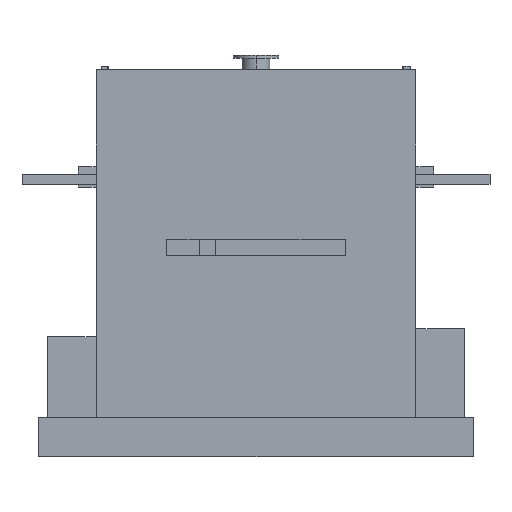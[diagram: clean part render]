
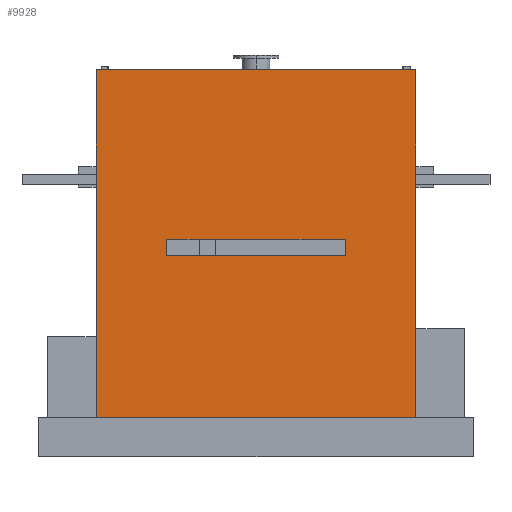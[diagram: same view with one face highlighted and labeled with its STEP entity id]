
A CAD part, left-side view. The second image highlights one B-rep face of the part: STEP entity #9928.
In plain terms, the highlighted planar face has unit normal (-1, 0, 0).
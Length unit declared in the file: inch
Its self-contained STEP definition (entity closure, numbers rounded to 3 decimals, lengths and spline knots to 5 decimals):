
#178=DIRECTION('',(0.,-1.,0.));
#179=VECTOR('',#178,4.91081);
#180=CARTESIAN_POINT('',(-1.85039,2.45018,0.60039));
#181=LINE('',#180,#179);
#277=DIRECTION('',(0.,1.,0.));
#278=VECTOR('',#277,2.75);
#279=CARTESIAN_POINT('',(-1.85039,-1.375,3.1));
#280=LINE('',#279,#278);
#281=DIRECTION('',(0.,0.,1.));
#282=VECTOR('',#281,0.25);
#283=CARTESIAN_POINT('',(-1.85039,-1.375,3.1));
#284=LINE('',#283,#282);
#285=DIRECTION('',(0.,1.,0.));
#286=VECTOR('',#285,2.75);
#287=CARTESIAN_POINT('',(-1.85039,-1.375,3.35));
#288=LINE('',#287,#286);
#289=DIRECTION('',(0.,0.,1.));
#290=VECTOR('',#289,0.25);
#291=CARTESIAN_POINT('',(-1.85039,1.375,3.1));
#292=LINE('',#291,#290);
#293=DIRECTION('',(0.,-1.,0.));
#294=VECTOR('',#293,0.01045);
#295=CARTESIAN_POINT('',(-1.85039,2.46063,0.60039));
#296=LINE('',#295,#294);
#297=DIRECTION('',(0.,0.,1.));
#298=VECTOR('',#297,3.59252);
#299=CARTESIAN_POINT('',(-1.85039,2.46063,0.60039));
#300=LINE('',#299,#298);
#301=DIRECTION('',(0.,0.,1.));
#302=VECTOR('',#301,0.15748);
#303=CARTESIAN_POINT('',(-1.85039,2.46063,4.19291));
#304=LINE('',#303,#302);
#305=DIRECTION('',(0.,0.,1.));
#306=VECTOR('',#305,1.61417);
#307=CARTESIAN_POINT('',(-1.85039,2.46063,4.35039));
#308=LINE('',#307,#306);
#309=DIRECTION('',(0.,0.,1.));
#310=VECTOR('',#309,0.15748);
#311=CARTESIAN_POINT('',(-1.85039,-2.46063,4.19291));
#312=LINE('',#311,#310);
#565=DIRECTION('',(0.,0.,1.));
#566=VECTOR('',#565,1.61417);
#567=CARTESIAN_POINT('',(-1.85039,-2.46063,4.35039));
#568=LINE('',#567,#566);
#621=DIRECTION('',(0.,0.,1.));
#622=VECTOR('',#621,3.59252);
#623=CARTESIAN_POINT('',(-1.85039,-2.46063,
0.60039));
#624=LINE('',#623,#622);
#1233=DIRECTION('',(0.,-1.,0.));
#1234=VECTOR('',#1233,4.92126);
#1235=CARTESIAN_POINT('',(-1.85039,2.46063,5.96457));
#1236=LINE('',#1235,#1234);
#7231=CARTESIAN_POINT('',(-1.85039,2.46063,5.96457));
#7232=CARTESIAN_POINT('',(-1.85039,-2.46063,
5.96457));
#7233=VERTEX_POINT('',#7231);
#7234=VERTEX_POINT('',#7232);
#7285=CARTESIAN_POINT('',(-1.85039,-2.46063,
0.60039));
#7286=CARTESIAN_POINT('',(-1.85039,-2.46063,
4.19291));
#7287=VERTEX_POINT('',#7285);
#7288=VERTEX_POINT('',#7286);
#7289=CARTESIAN_POINT('',(-1.85039,-2.46063,
4.35039));
#7290=VERTEX_POINT('',#7289);
#7331=CARTESIAN_POINT('',(-1.85039,2.46063,4.35039));
#7332=VERTEX_POINT('',#7331);
#7437=CARTESIAN_POINT('',(-1.85039,-1.375,3.1));
#7438=CARTESIAN_POINT('',(-1.85039,1.375,3.1));
#7439=VERTEX_POINT('',#7437);
#7440=VERTEX_POINT('',#7438);
#7441=CARTESIAN_POINT('',(-1.85039,-1.375,3.35));
#7442=CARTESIAN_POINT('',(-1.85039,1.375,3.35));
#7443=VERTEX_POINT('',#7441);
#7444=VERTEX_POINT('',#7442);
#8397=CARTESIAN_POINT('',(-1.85039,2.46063,4.19291));
#8398=VERTEX_POINT('',#8397);
#9127=CARTESIAN_POINT('',(-1.85039,2.45018,
0.60039));
#9129=VERTEX_POINT('',#9127);
#9133=CARTESIAN_POINT('',(-1.85039,2.46063,
0.60039));
#9134=VERTEX_POINT('',#9133);
#9895=CARTESIAN_POINT('',(-1.85039,2.46063,
0.60039));
#9896=DIRECTION('',(-1.,0.,0.));
#9897=DIRECTION('',(0.,-1.,0.));
#9898=AXIS2_PLACEMENT_3D('',#9895,#9896,#9897);
#9899=PLANE('',#9898);
#9900=ORIENTED_EDGE('',*,*,#9708,.F.);
#9901=ORIENTED_EDGE('',*,*,#9873,.F.);
#9903=ORIENTED_EDGE('',*,*,#9902,.T.);
#9905=ORIENTED_EDGE('',*,*,#9904,.T.);
#9907=ORIENTED_EDGE('',*,*,#9906,.T.);
#9909=ORIENTED_EDGE('',*,*,#9908,.T.);
#9911=ORIENTED_EDGE('',*,*,#9910,.F.);
#9913=ORIENTED_EDGE('',*,*,#9912,.F.);
#9915=ORIENTED_EDGE('',*,*,#9914,.F.);
#9916=EDGE_LOOP('',(#9900,#9901,#9903,#9905,#9907,#9909,#9911,#9913,#9915));
#9917=FACE_OUTER_BOUND('',#9916,.F.);
#9919=ORIENTED_EDGE('',*,*,#9918,.F.);
#9921=ORIENTED_EDGE('',*,*,#9920,.T.);
#9923=ORIENTED_EDGE('',*,*,#9922,.T.);
#9925=ORIENTED_EDGE('',*,*,#9924,.F.);
#9926=EDGE_LOOP('',(#9919,#9921,#9923,#9925));
#9927=FACE_BOUND('',#9926,.F.);
#9928=ADVANCED_FACE('',(#9917,#9927),#9899,.T.);
#9708=EDGE_CURVE('',#9129,#7287,#181,.T.);
#9873=EDGE_CURVE('',#9134,#9129,#296,.T.);
#9902=EDGE_CURVE('',#9134,#8398,#300,.T.);
#9904=EDGE_CURVE('',#8398,#7332,#304,.T.);
#9906=EDGE_CURVE('',#7332,#7233,#308,.T.);
#9908=EDGE_CURVE('',#7233,#7234,#1236,.T.);
#9910=EDGE_CURVE('',#7290,#7234,#568,.T.);
#9912=EDGE_CURVE('',#7288,#7290,#312,.T.);
#9914=EDGE_CURVE('',#7287,#7288,#624,.T.);
#9918=EDGE_CURVE('',#7439,#7440,#280,.T.);
#9920=EDGE_CURVE('',#7439,#7443,#284,.T.);
#9922=EDGE_CURVE('',#7443,#7444,#288,.T.);
#9924=EDGE_CURVE('',#7440,#7444,#292,.T.);
